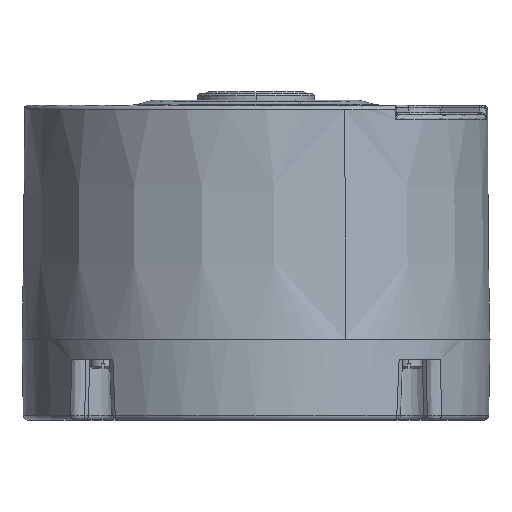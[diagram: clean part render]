
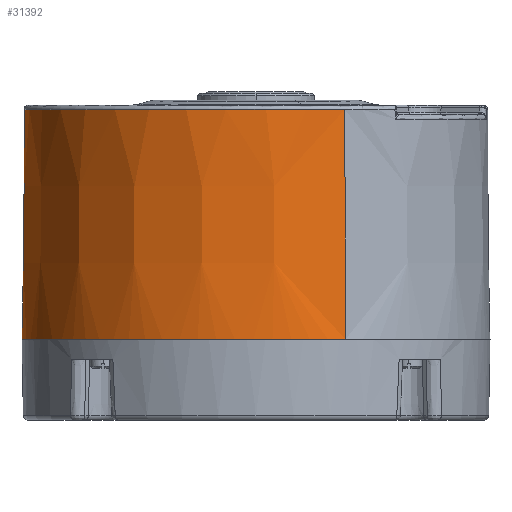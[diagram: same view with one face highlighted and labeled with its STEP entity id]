
A CAD part, front view. The second image highlights one B-rep face of the part: STEP entity #31392.
In plain terms, the highlighted conical face has half-angle 0.5 degrees and reference radius 49.531 mm.
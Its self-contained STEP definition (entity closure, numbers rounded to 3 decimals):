
#5445=DIRECTION('',(0.003,-0.008,-1.));
#5446=VECTOR('',#5445,48.811);
#5447=CARTESIAN_POINT('',(18.873,-45.564,11.409));
#5448=LINE('',#5447,#5446);
#5478=DIRECTION('',(-0.003,0.008,-1.));
#5479=VECTOR('',#5478,48.811);
#5480=CARTESIAN_POINT('',(-18.873,45.564,11.409));
#5481=LINE('',#5480,#5479);
#11875=CARTESIAN_POINT('',(0.,0.,-37.4));
#11876=DIRECTION('',(0.,0.,-1.));
#11877=DIRECTION('',(0.383,-0.924,0.));
#11878=AXIS2_PLACEMENT_3D('',#11875,#11876,#11877);
#11880=CARTESIAN_POINT('',(0.,0.,11.409));
#11881=DIRECTION('',(0.,0.,1.));
#11882=DIRECTION('',(-0.383,0.924,0.));
#11883=AXIS2_PLACEMENT_3D('',#11880,#11881,#11882);
#15839=CARTESIAN_POINT('',(-18.873,45.564,
11.409));
#15840=CARTESIAN_POINT('',(18.873,-45.564,
11.409));
#15841=VERTEX_POINT('',#15839);
#15842=VERTEX_POINT('',#15840);
#17516=CARTESIAN_POINT('',(19.036,-45.957,
-37.4));
#17517=CARTESIAN_POINT('',(-19.036,45.957,
-37.4));
#17518=VERTEX_POINT('',#17516);
#17519=VERTEX_POINT('',#17517);
#31381=CARTESIAN_POINT('',(0.,0.,-12.996));
#31382=DIRECTION('',(0.,0.,-1.));
#31383=DIRECTION('',(0.383,-0.924,0.));
#31384=AXIS2_PLACEMENT_3D('',#31381,#31382,#31383);
#31385=CONICAL_SURFACE('',#31384,49.531,0.5);
#31386=ORIENTED_EDGE('',*,*,#24854,.T.);
#31387=ORIENTED_EDGE('',*,*,#24830,.F.);
#31388=ORIENTED_EDGE('',*,*,#24796,.T.);
#31389=ORIENTED_EDGE('',*,*,#24821,.T.);
#31390=EDGE_LOOP('',(#31386,#31387,#31388,#31389));
#31391=FACE_OUTER_BOUND('',#31390,.F.);
#11879=CIRCLE('',#11878,49.744);
#11884=CIRCLE('',#11883,49.318);
#24796=EDGE_CURVE('',#15841,#15842,#11884,.T.);
#24821=EDGE_CURVE('',#15842,#17518,#5448,.T.);
#24830=EDGE_CURVE('',#15841,#17519,#5481,.T.);
#24854=EDGE_CURVE('',#17518,#17519,#11879,.T.);
#31392=ADVANCED_FACE('',(#31391),#31385,.T.);
